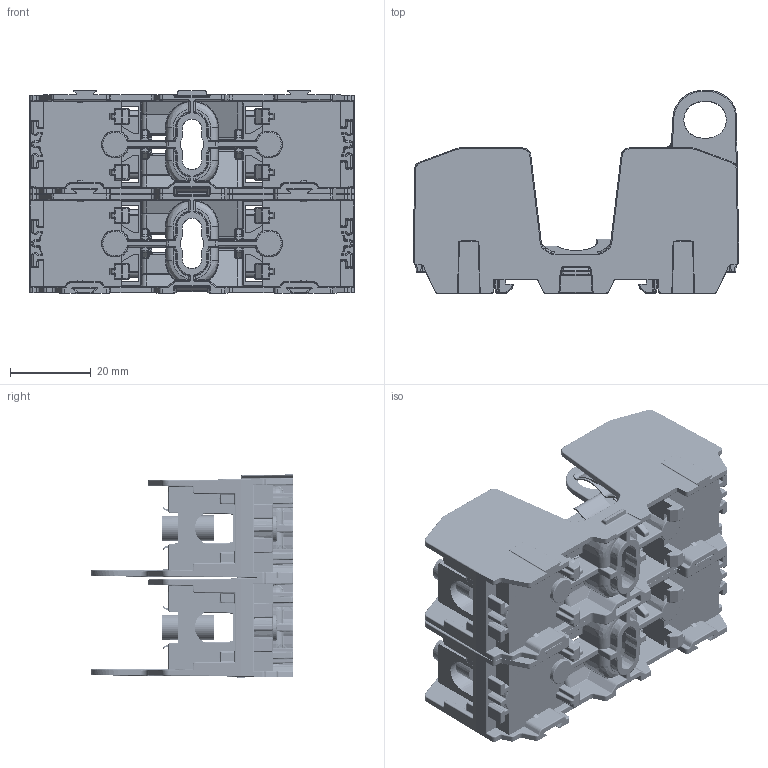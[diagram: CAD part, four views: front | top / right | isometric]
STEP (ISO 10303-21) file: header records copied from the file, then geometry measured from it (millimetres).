
FILE_DESCRIPTION (( 'STEP AP214' ), '1' );
FILE_NAME ('RM25030-2SR.step', '2016-05-31T18:48:21', ( '' ), ( '' ), 'SwSTEP 2.0', 'SolidWorks 2016', '' );
FILE_SCHEMA (( 'AUTOMOTIVE_DESIGN' ));
Length unit declared in the file: inch
Products named in the file (2): RM25030-1SR; RM25030-2SR
Assembly tree (2 placements, depth 2):
  RM25030-2SR
    RM25030-1SR  x2
Bounding box: 80.4 x 50.15 x 50.24 mm (x, y, z)
Volume: 46550.4 mm3; surface area: 48513.1 mm2
Topology: 22 solids, 22 shells, 5802 faces, 14256 edges, 8328 vertices
Faces by surface type: cylinder 2460, bspline 1976, plane 1300, cone 66
Entity records: 142288 total; most frequent: CARTESIAN_POINT 44140, ORIENTED_EDGE 14110, DIRECTION 10522, EDGE_CURVE 7055, VERTEX_POINT 4164, AXIS2_PLACEMENT_3D 3762, LINE 2998, VECTOR 2998
